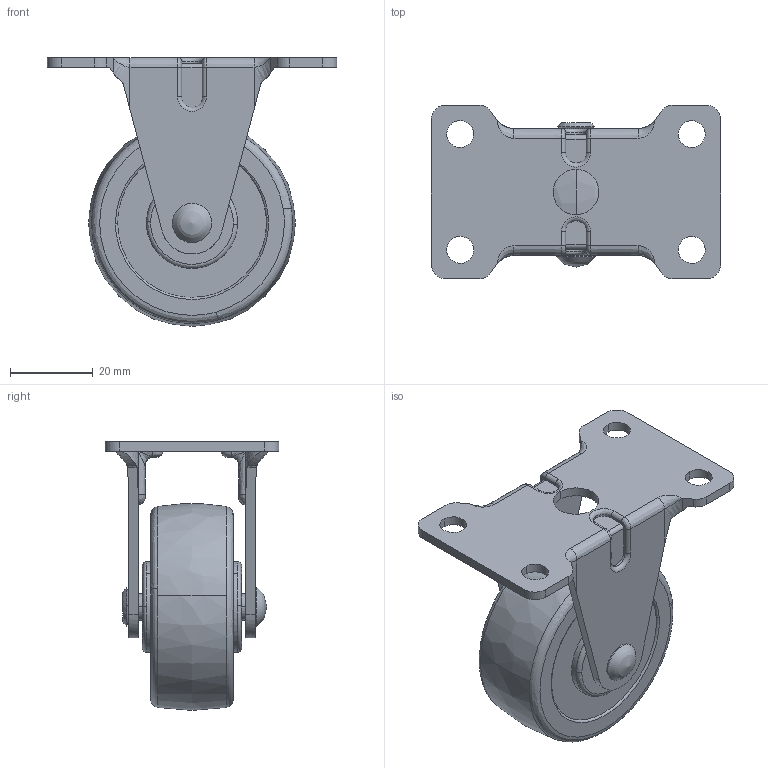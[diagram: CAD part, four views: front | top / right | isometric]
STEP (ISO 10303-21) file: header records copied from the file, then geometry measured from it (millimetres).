
FILE_DESCRIPTION((''),'2;1');
FILE_NAME('','2005-12-15T17:18:33',(''),(''),'','CADfix','');
FILE_SCHEMA(('AUTOMOTIVE_DESIGN'));
Length unit declared in the file: millimetre
Products named in the file (4): wheel; body; axle; No_420_ER_R50_1_30693_36
Assembly tree (3 placements, depth 2):
  No_420_ER_R50_1_30693_36
    wheel
    body
    axle
Bounding box: 70 x 42 x 65 mm (x, y, z)
Volume: 49135.2 mm3; surface area: 18066.8 mm2
Topology: 3 solids, 3 shells, 166 faces, 496 edges, 333 vertices
Faces by surface type: bspline 166
Entity records: 7251 total; most frequent: CARTESIAN_POINT 4561, ORIENTED_EDGE 976, EDGE_CURVE 488, VERTEX_POINT 333, EDGE_LOOP 187, FACE_OUTER_BOUND 166, ADVANCED_FACE 166, QUASI_UNIFORM_CURVE 154
